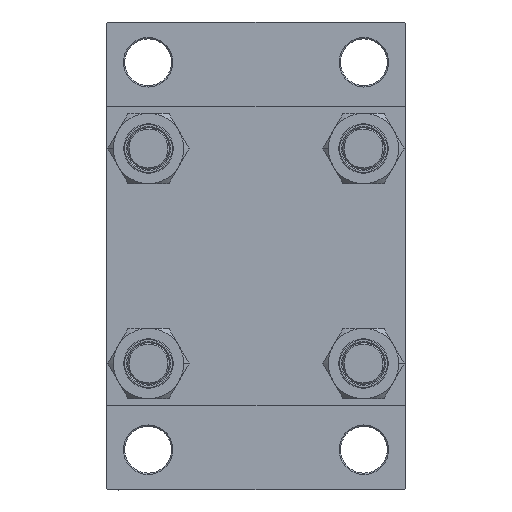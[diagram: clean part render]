
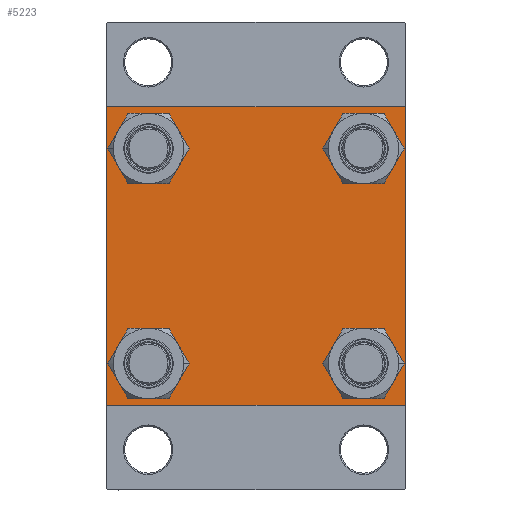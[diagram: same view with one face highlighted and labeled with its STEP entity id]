
A CAD part, left-side view. The second image highlights one B-rep face of the part: STEP entity #5223.
In plain terms, the highlighted planar face has unit normal (-1, 0, 0).
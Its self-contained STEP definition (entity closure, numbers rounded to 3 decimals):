
#298 = ORIENTED_EDGE ( 'NONE', *, *, #43400, .T. ) ;
#350 = VECTOR ( 'NONE', #12558, 1000. ) ;
#889 = CARTESIAN_POINT ( 'NONE',  ( 0., -41.35, -32.85 ) ) ;
#953 = VERTEX_POINT ( 'NONE', #39413 ) ;
#1126 = CARTESIAN_POINT ( 'NONE',  ( 0., 57.25, -57.25 ) ) ;
#1713 = VERTEX_POINT ( 'NONE', #18028 ) ;
#1722 = AXIS2_PLACEMENT_3D ( 'NONE', #32726, #29080, #40011 ) ;
#2346 = DIRECTION ( 'NONE',  ( 0., 0., 1. ) ) ;
#2364 = DIRECTION ( 'NONE',  ( 0., 0., 1. ) ) ;
#2648 = ORIENTED_EDGE ( 'NONE', *, *, #11505, .T. ) ;
#2847 = CARTESIAN_POINT ( 'NONE',  ( 0., 57., -57.5 ) ) ;
#3066 = ORIENTED_EDGE ( 'NONE', *, *, #34452, .T. ) ;
#3199 = CARTESIAN_POINT ( 'NONE',  ( 0., -41.35, -41.35 ) ) ;
#3553 = CARTESIAN_POINT ( 'NONE',  ( 0., 57.25, 57.25 ) ) ;
#3696 = CARTESIAN_POINT ( 'NONE',  ( 0., -41.35, -41.35 ) ) ;
#4340 = CARTESIAN_POINT ( 'NONE',  ( 0., 57.5, -57. ) ) ;
#4827 = EDGE_CURVE ( 'NONE', #11270, #953, #6387, .T. ) ;
#5223 = ADVANCED_FACE ( 'NONE', ( #5952, #12790, #28600, #35179, #8914 ), #23741, .T. ) ;
#5330 = VERTEX_POINT ( 'NONE', #7384 ) ;
#5731 = CARTESIAN_POINT ( 'NONE',  ( 0., -57., 57.5 ) ) ;
#5952 = FACE_BOUND ( 'NONE', #12505, .T. ) ;
#5985 = ORIENTED_EDGE ( 'NONE', *, *, #12138, .T. ) ;
#6004 = VERTEX_POINT ( 'NONE', #4340 ) ;
#6089 = EDGE_CURVE ( 'NONE', #33172, #42941, #47113, .T. ) ;
#6387 = CIRCLE ( 'NONE', #33576, 8.5 ) ;
#6930 = LINE ( 'NONE', #14918, #40374 ) ;
#7082 = CARTESIAN_POINT ( 'NONE',  ( 0., 41.35, 41.35 ) ) ;
#7180 = EDGE_CURVE ( 'NONE', #28143, #5330, #36024, .T. ) ;
#7384 = CARTESIAN_POINT ( 'NONE',  ( 0., -57.5, -57. ) ) ;
#8480 = VECTOR ( 'NONE', #12576, 1000. ) ;
#8914 = FACE_OUTER_BOUND ( 'NONE', #37550, .T. ) ;
#9142 = VERTEX_POINT ( 'NONE', #29966 ) ;
#10053 = DIRECTION ( 'NONE',  ( 1., 0., 0. ) ) ;
#10317 = VECTOR ( 'NONE', #36410, 1000. ) ;
#10507 = DIRECTION ( 'NONE',  ( 1., 0., 0. ) ) ;
#10619 = CARTESIAN_POINT ( 'NONE',  ( 0., 41.35, 41.35 ) ) ;
#10653 = EDGE_CURVE ( 'NONE', #1713, #9142, #35326, .T. ) ;
#10694 = CARTESIAN_POINT ( 'NONE',  ( 0., -57.25, -57.25 ) ) ;
#10727 = DIRECTION ( 'NONE',  ( 0., -1., 0. ) ) ;
#11270 = VERTEX_POINT ( 'NONE', #22816 ) ;
#11505 = EDGE_CURVE ( 'NONE', #33172, #44874, #18619, .T. ) ;
#12047 = VECTOR ( 'NONE', #33733, 1000. ) ;
#12091 = EDGE_CURVE ( 'NONE', #953, #11270, #21709, .T. ) ;
#12138 = EDGE_CURVE ( 'NONE', #27997, #34382, #19380, .T. ) ;
#12177 = VECTOR ( 'NONE', #10727, 1000. ) ;
#12505 = EDGE_LOOP ( 'NONE', ( #26339, #25916 ) ) ;
#12558 = DIRECTION ( 'NONE',  ( 0., 0., -1. ) ) ;
#12576 = DIRECTION ( 'NONE',  ( 0., -0.707, -0.707 ) ) ;
#12790 = FACE_BOUND ( 'NONE', #41661, .T. ) ;
#13284 = ORIENTED_EDGE ( 'NONE', *, *, #10653, .T. ) ;
#13903 = ORIENTED_EDGE ( 'NONE', *, *, #28574, .T. ) ;
#14633 = DIRECTION ( 'NONE',  ( 1., 0., 0. ) ) ;
#14918 = CARTESIAN_POINT ( 'NONE',  ( 0., 57.5, 57.5 ) ) ;
#15119 = DIRECTION ( 'NONE',  ( 0., 0., 1. ) ) ;
#15364 = CIRCLE ( 'NONE', #27849, 8.5 ) ;
#15438 = AXIS2_PLACEMENT_3D ( 'NONE', #7082, #10507, #21909 ) ;
#15442 = DIRECTION ( 'NONE',  ( 1., 0., 0. ) ) ;
#15755 = ORIENTED_EDGE ( 'NONE', *, *, #36847, .T. ) ;
#17042 = AXIS2_PLACEMENT_3D ( 'NONE', #25147, #39985, #35152 ) ;
#18028 = CARTESIAN_POINT ( 'NONE',  ( 0., 41.35, 32.85 ) ) ;
#18234 = CARTESIAN_POINT ( 'NONE',  ( 0., 41.35, -32.85 ) ) ;
#18619 = LINE ( 'NONE', #3553, #12047 ) ;
#19380 = CIRCLE ( 'NONE', #25608, 8.5 ) ;
#20756 = DIRECTION ( 'NONE',  ( 0., 0., 1. ) ) ;
#20833 = CARTESIAN_POINT ( 'NONE',  ( 0., -41.35, 41.35 ) ) ;
#21189 = LINE ( 'NONE', #44065, #12177 ) ;
#21315 = LINE ( 'NONE', #24024, #34615 ) ;
#21709 = CIRCLE ( 'NONE', #17042, 8.5 ) ;
#21909 = DIRECTION ( 'NONE',  ( 0., 0., 1. ) ) ;
#21940 = EDGE_CURVE ( 'NONE', #35744, #42941, #21315, .T. ) ;
#22163 = EDGE_CURVE ( 'NONE', #35744, #5330, #30336, .T. ) ;
#22424 = CIRCLE ( 'NONE', #15438, 8.5 ) ;
#22816 = CARTESIAN_POINT ( 'NONE',  ( 0., -41.35, 32.85 ) ) ;
#23006 = DIRECTION ( 'NONE',  ( 0., 0., 1. ) ) ;
#23741 = PLANE ( 'NONE',  #1722 ) ;
#24024 = CARTESIAN_POINT ( 'NONE',  ( 0., -57.25, 57.25 ) ) ;
#24418 = DIRECTION ( 'NONE',  ( 1., 0., 0. ) ) ;
#24745 = CIRCLE ( 'NONE', #45737, 8.5 ) ;
#25147 = CARTESIAN_POINT ( 'NONE',  ( 0., -41.35, 41.35 ) ) ;
#25595 = DIRECTION ( 'NONE',  ( 0., 0., 1. ) ) ;
#25608 = AXIS2_PLACEMENT_3D ( 'NONE', #3696, #14633, #15119 ) ;
#25916 = ORIENTED_EDGE ( 'NONE', *, *, #4827, .T. ) ;
#26107 = AXIS2_PLACEMENT_3D ( 'NONE', #35621, #24418, #20756 ) ;
#26339 = ORIENTED_EDGE ( 'NONE', *, *, #12091, .T. ) ;
#26907 = VERTEX_POINT ( 'NONE', #38181 ) ;
#26979 = VERTEX_POINT ( 'NONE', #2847 ) ;
#27696 = DIRECTION ( 'NONE',  ( 1., 0., 0. ) ) ;
#27849 = AXIS2_PLACEMENT_3D ( 'NONE', #3199, #10053, #25595 ) ;
#27997 = VERTEX_POINT ( 'NONE', #889 ) ;
#28143 = VERTEX_POINT ( 'NONE', #37461 ) ;
#28245 = VECTOR ( 'NONE', #32375, 1000. ) ;
#28574 = EDGE_CURVE ( 'NONE', #26907, #36210, #34679, .T. ) ;
#28600 = FACE_BOUND ( 'NONE', #46508, .T. ) ;
#28877 = CARTESIAN_POINT ( 'NONE',  ( 0., 57.5, 57.5 ) ) ;
#29080 = DIRECTION ( 'NONE',  ( -1., 0., 0. ) ) ;
#29332 = DIRECTION ( 'NONE',  ( 0., 0., -1. ) ) ;
#29966 = CARTESIAN_POINT ( 'NONE',  ( 0., 41.35, 49.85 ) ) ;
#30336 = LINE ( 'NONE', #45888, #350 ) ;
#31447 = AXIS2_PLACEMENT_3D ( 'NONE', #10619, #15442, #23006 ) ;
#31585 = DIRECTION ( 'NONE',  ( 0., 0.707, 0.707 ) ) ;
#32375 = DIRECTION ( 'NONE',  ( 0., -0.707, 0.707 ) ) ;
#32726 = CARTESIAN_POINT ( 'NONE',  ( 0., 0., 0. ) ) ;
#33172 = VERTEX_POINT ( 'NONE', #47953 ) ;
#33228 = ORIENTED_EDGE ( 'NONE', *, *, #22163, .F. ) ;
#33576 = AXIS2_PLACEMENT_3D ( 'NONE', #20833, #27696, #2346 ) ;
#33733 = DIRECTION ( 'NONE',  ( 0., 0.707, -0.707 ) ) ;
#34234 = EDGE_CURVE ( 'NONE', #36210, #26907, #24745, .T. ) ;
#34382 = VERTEX_POINT ( 'NONE', #44454 ) ;
#34452 = EDGE_CURVE ( 'NONE', #6004, #26979, #39086, .T. ) ;
#34615 = VECTOR ( 'NONE', #31585, 1000. ) ;
#34679 = CIRCLE ( 'NONE', #26107, 8.5 ) ;
#35152 = DIRECTION ( 'NONE',  ( 0., 0., 1. ) ) ;
#35179 = FACE_BOUND ( 'NONE', #39215, .T. ) ;
#35326 = CIRCLE ( 'NONE', #31447, 8.5 ) ;
#35621 = CARTESIAN_POINT ( 'NONE',  ( 0., 41.35, -41.35 ) ) ;
#35744 = VERTEX_POINT ( 'NONE', #46102 ) ;
#36024 = LINE ( 'NONE', #10694, #28245 ) ;
#36210 = VERTEX_POINT ( 'NONE', #18234 ) ;
#36410 = DIRECTION ( 'NONE',  ( 0., -1., 0. ) ) ;
#36847 = EDGE_CURVE ( 'NONE', #44874, #6004, #6930, .T. ) ;
#37366 = ORIENTED_EDGE ( 'NONE', *, *, #21940, .T. ) ;
#37461 = CARTESIAN_POINT ( 'NONE',  ( 0., -57., -57.5 ) ) ;
#37550 = EDGE_LOOP ( 'NONE', ( #15755, #3066, #46776, #46174, #33228, #37366, #46911, #2648 ) ) ;
#38181 = CARTESIAN_POINT ( 'NONE',  ( 0., 41.35, -49.85 ) ) ;
#39086 = LINE ( 'NONE', #1126, #8480 ) ;
#39215 = EDGE_LOOP ( 'NONE', ( #40042, #13284 ) ) ;
#39226 = ORIENTED_EDGE ( 'NONE', *, *, #34234, .T. ) ;
#39413 = CARTESIAN_POINT ( 'NONE',  ( 0., -41.35, 49.85 ) ) ;
#39985 = DIRECTION ( 'NONE',  ( 1., 0., 0. ) ) ;
#40011 = DIRECTION ( 'NONE',  ( 0., 0., 1. ) ) ;
#40042 = ORIENTED_EDGE ( 'NONE', *, *, #45713, .T. ) ;
#40323 = DIRECTION ( 'NONE',  ( 1., 0., 0. ) ) ;
#40374 = VECTOR ( 'NONE', #29332, 1000. ) ;
#40911 = EDGE_CURVE ( 'NONE', #26979, #28143, #21189, .T. ) ;
#41661 = EDGE_LOOP ( 'NONE', ( #5985, #298 ) ) ;
#42025 = CARTESIAN_POINT ( 'NONE',  ( 0., 57.5, 57. ) ) ;
#42941 = VERTEX_POINT ( 'NONE', #5731 ) ;
#43400 = EDGE_CURVE ( 'NONE', #34382, #27997, #15364, .T. ) ;
#43740 = CARTESIAN_POINT ( 'NONE',  ( 0., 41.35, -41.35 ) ) ;
#44065 = CARTESIAN_POINT ( 'NONE',  ( 0., 57.5, -57.5 ) ) ;
#44454 = CARTESIAN_POINT ( 'NONE',  ( 0., -41.35, -49.85 ) ) ;
#44874 = VERTEX_POINT ( 'NONE', #42025 ) ;
#45713 = EDGE_CURVE ( 'NONE', #9142, #1713, #22424, .T. ) ;
#45737 = AXIS2_PLACEMENT_3D ( 'NONE', #43740, #40323, #2364 ) ;
#45888 = CARTESIAN_POINT ( 'NONE',  ( 0., -57.5, 57.5 ) ) ;
#46102 = CARTESIAN_POINT ( 'NONE',  ( 0., -57.5, 57. ) ) ;
#46174 = ORIENTED_EDGE ( 'NONE', *, *, #7180, .T. ) ;
#46508 = EDGE_LOOP ( 'NONE', ( #39226, #13903 ) ) ;
#46776 = ORIENTED_EDGE ( 'NONE', *, *, #40911, .T. ) ;
#46911 = ORIENTED_EDGE ( 'NONE', *, *, #6089, .F. ) ;
#47113 = LINE ( 'NONE', #28877, #10317 ) ;
#47953 = CARTESIAN_POINT ( 'NONE',  ( 0., 57., 57.5 ) ) ;
